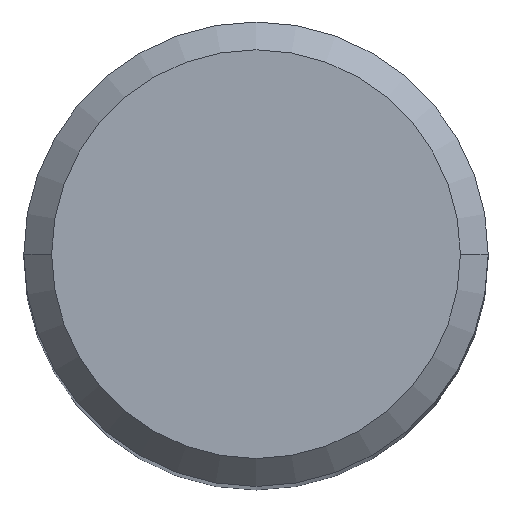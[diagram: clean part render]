
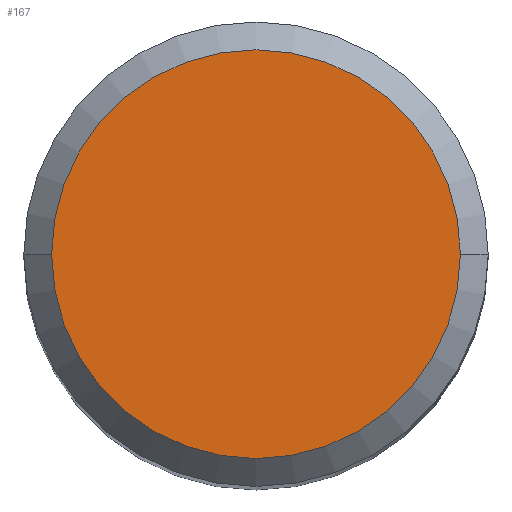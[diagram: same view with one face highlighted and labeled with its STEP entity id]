
A CAD part, top view. The second image highlights one B-rep face of the part: STEP entity #167.
In plain terms, the highlighted planar face has unit normal (0, 0, 1).
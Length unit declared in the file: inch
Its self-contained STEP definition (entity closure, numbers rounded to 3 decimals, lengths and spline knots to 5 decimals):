
#5 = DIRECTION ( 'NONE',  ( 1., 0., 0. ) ) ;
#15 = EDGE_LOOP ( 'NONE', ( #61, #194 ) ) ;
#27 = DIRECTION ( 'NONE',  ( 0., 0., 1. ) ) ;
#50 = AXIS2_PLACEMENT_3D ( 'NONE', #280, #115, #286 ) ;
#61 = ORIENTED_EDGE ( 'NONE', *, *, #249, .T. ) ;
#70 = AXIS2_PLACEMENT_3D ( 'NONE', #171, #256, #5 ) ;
#75 = DIRECTION ( 'NONE',  ( 1., 0., 0. ) ) ;
#86 = CIRCLE ( 'NONE', #50, 0.11 ) ;
#95 = CARTESIAN_POINT ( 'NONE',  ( -0.11, 0., 2. ) ) ;
#115 = DIRECTION ( 'NONE',  ( 0., 0., 1. ) ) ;
#167 = ADVANCED_FACE ( 'NONE', ( #188 ), #254, .T. ) ;
#171 = CARTESIAN_POINT ( 'NONE',  ( 0., 0., 2. ) ) ;
#188 = FACE_OUTER_BOUND ( 'NONE', #15, .T. ) ;
#190 = CARTESIAN_POINT ( 'NONE',  ( 0., 0., 2. ) ) ;
#191 = CARTESIAN_POINT ( 'NONE',  ( 0.11, 0., 2. ) ) ;
#194 = ORIENTED_EDGE ( 'NONE', *, *, #202, .T. ) ;
#202 = EDGE_CURVE ( 'NONE', #265, #293, #237, .T. ) ;
#237 = CIRCLE ( 'NONE', #247, 0.11 ) ;
#247 = AXIS2_PLACEMENT_3D ( 'NONE', #190, #27, #75 ) ;
#249 = EDGE_CURVE ( 'NONE', #293, #265, #86, .T. ) ;
#254 = PLANE ( 'NONE',  #70 ) ;
#256 = DIRECTION ( 'NONE',  ( 0., 0., 1. ) ) ;
#265 = VERTEX_POINT ( 'NONE', #191 ) ;
#280 = CARTESIAN_POINT ( 'NONE',  ( 0., 0., 2. ) ) ;
#286 = DIRECTION ( 'NONE',  ( 1., 0., 0. ) ) ;
#293 = VERTEX_POINT ( 'NONE', #95 ) ;
